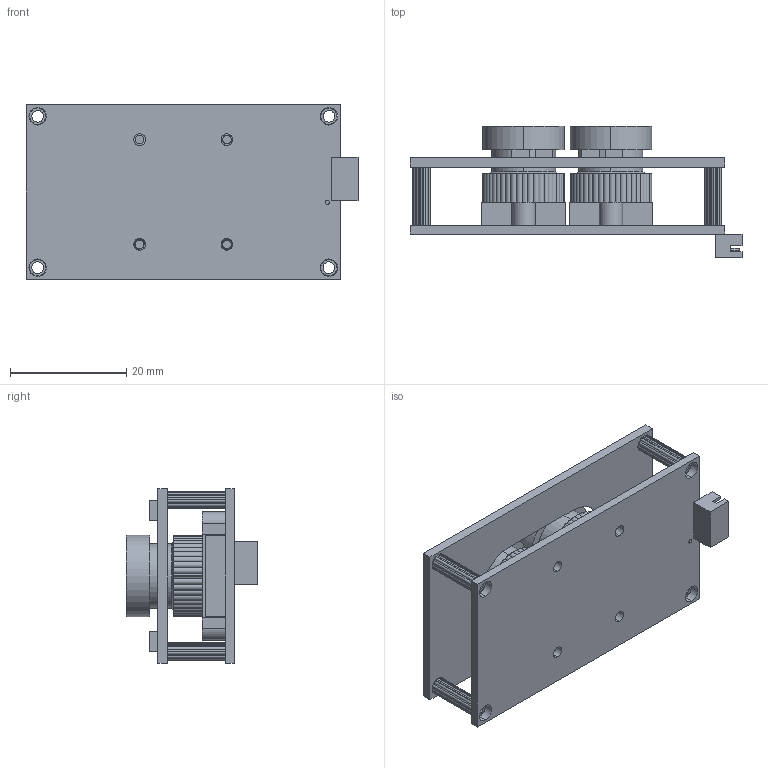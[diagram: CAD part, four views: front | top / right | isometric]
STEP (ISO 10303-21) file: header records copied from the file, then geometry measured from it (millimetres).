
FILE_DESCRIPTION (( 'STEP AP214' ), '1' );
FILE_NAME ('001.STEP', '2020-10-10T05:27:13', ( '' ), ( '' ), 'SwSTEP 2.0', 'SolidWorks 2020', '' );
FILE_SCHEMA (( 'AUTOMOTIVE_DESIGN' ));
Length unit declared in the file: millimetre
Products named in the file (5): 奻裔; 菜翐; 蚾饜极3; 錨璃15; 001
Assembly tree (8 placements, depth 2):
  001
    蚾饜极3
    錨璃15  x2
    菜翐  x4
    奻裔
Bounding box: 57 x 22.5 x 30 mm (x, y, z)
Volume: 7883.5 mm3; surface area: 12166.2 mm2
Topology: 19 solids, 19 shells, 818 faces, 2270 edges, 1508 vertices
Faces by surface type: cylinder 610, plane 174, bspline 26, cone 8
Entity records: 46963 total; most frequent: CARTESIAN_POINT 23760, ORIENTED_EDGE 3834, DIRECTION 3441, EDGE_CURVE 1917, AXIS2_PLACEMENT_3D 1301, VERTEX_POINT 1274, LINE 839, VECTOR 839
